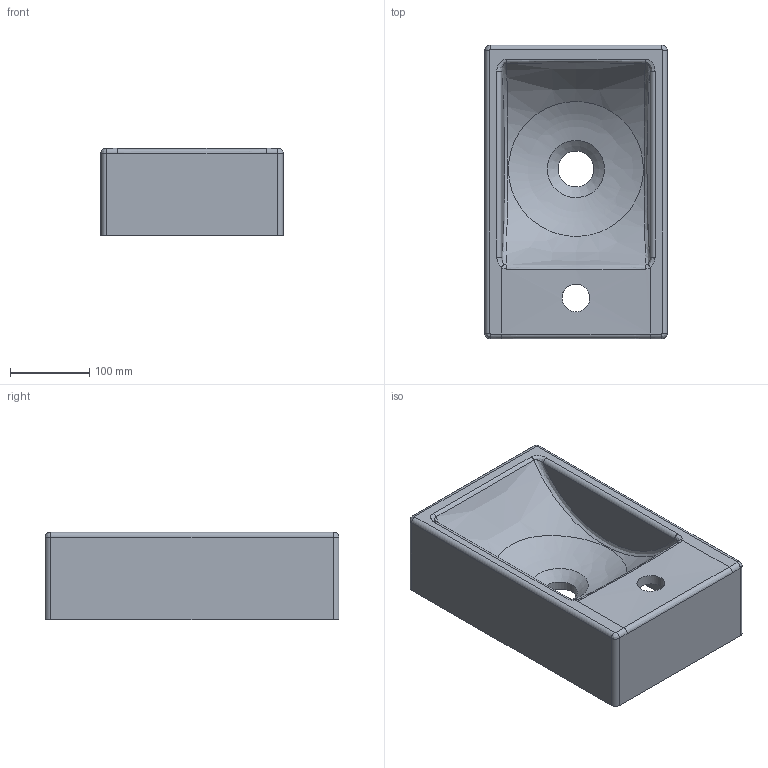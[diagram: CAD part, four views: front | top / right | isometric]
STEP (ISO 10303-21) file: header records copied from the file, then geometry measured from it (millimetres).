
FILE_DESCRIPTION(/* description */ (''),/* implementation_level */ '2;1');
FILE_NAME(/* name */ '1419.stp',/* time_stamp */ '2017-11-02T10:43:15+03:00',/* author */ (''),/* organization */ (''),/* preprocessor_version */ 'ST-DEVELOPER v16',/* originating_system */ 'SIEMENS PLM Software NX 11.0',/* authorisation */ '');
FILE_SCHEMA (('AP203_CONFIGURATION_CONTROLLED_3D_DESIGN_OF_MECHANICAL_PARTS_AND_ASSEMBLIES_MIM_LF { 1 0 10303 403 2 1 2}'));
Length unit declared in the file: millimetre
Products named in the file (1): Dell2470248Eryzw
Bounding box: 229.78 x 370 x 110 mm (x, y, z)
Volume: 2995572.8 mm3; surface area: 419348.4 mm2
Topology: 1 solids, 1 shells, 90 faces, 222 edges, 133 vertices
Faces by surface type: bspline 38, cylinder 28, plane 20, cone 2, sphere 2
Full cylindrical faces by diameter (mm): 10 x1, 35 x1, 45 x1
Entity records: 9082 total; most frequent: CARTESIAN_POINT 7161, ORIENTED_EDGE 410, DIRECTION 315, EDGE_CURVE 205, VERTEX_POINT 127, AXIS2_PLACEMENT_3D 126, EDGE_LOOP 108, ADVANCED_FACE 90
